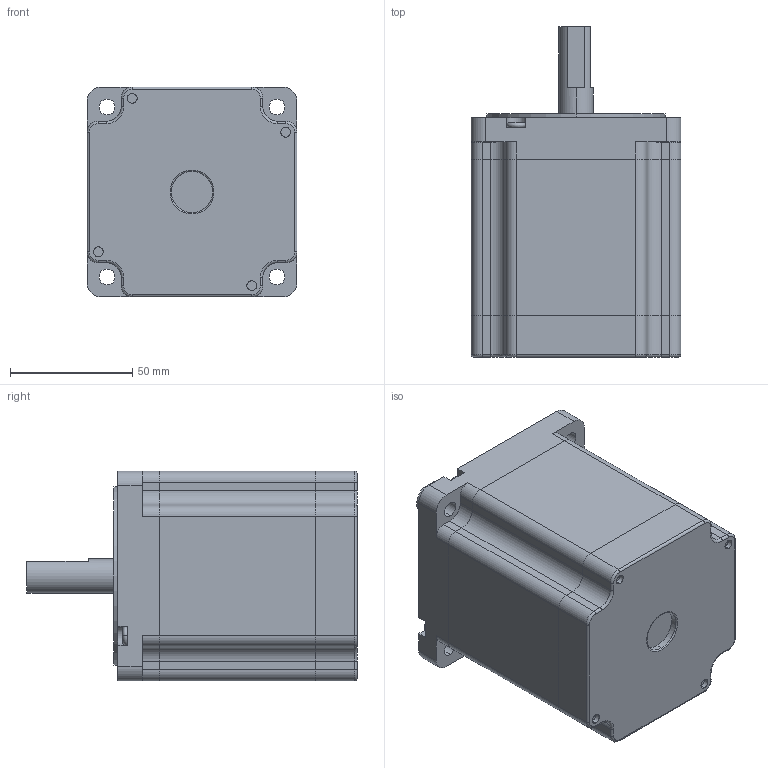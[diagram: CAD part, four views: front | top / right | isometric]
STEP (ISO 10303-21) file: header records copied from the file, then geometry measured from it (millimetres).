
FILE_DESCRIPTION (( 'STEP AP214' ), '1' );
FILE_NAME ('86HS9860A4.STEP', '2018-06-26T09:00:05', ( 'SUMTOR-117005' ), ( 'Microsoft' ), 'SwSTEP 2.0', 'SolidWorks 2015', '' );
FILE_SCHEMA (( 'AUTOMOTIVE_DESIGN' ));
Length unit declared in the file: millimetre
Products named in the file (5): M4x92; 98儂旯; 86狟; 86奻炡晦; 86HS9860A4
Assembly tree (7 placements, depth 2):
  86HS9860A4
    86奻炡晦
    86狟
    98儂旯
    M4x92  x4
Bounding box: 86 x 135.2 x 86 mm (x, y, z)
Volume: 661552.3 mm3; surface area: 85072.7 mm2
Topology: 7 solids, 7 shells, 293 faces, 759 edges, 492 vertices
Faces by surface type: cylinder 141, plane 114, torus 22, cone 8, bspline 8
Entity records: 7192 total; most frequent: DIRECTION 1248, CARTESIAN_POINT 1166, ORIENTED_EDGE 1116, EDGE_CURVE 558, AXIS2_PLACEMENT_3D 472, VERTEX_POINT 360, VECTOR 304, LINE 304
